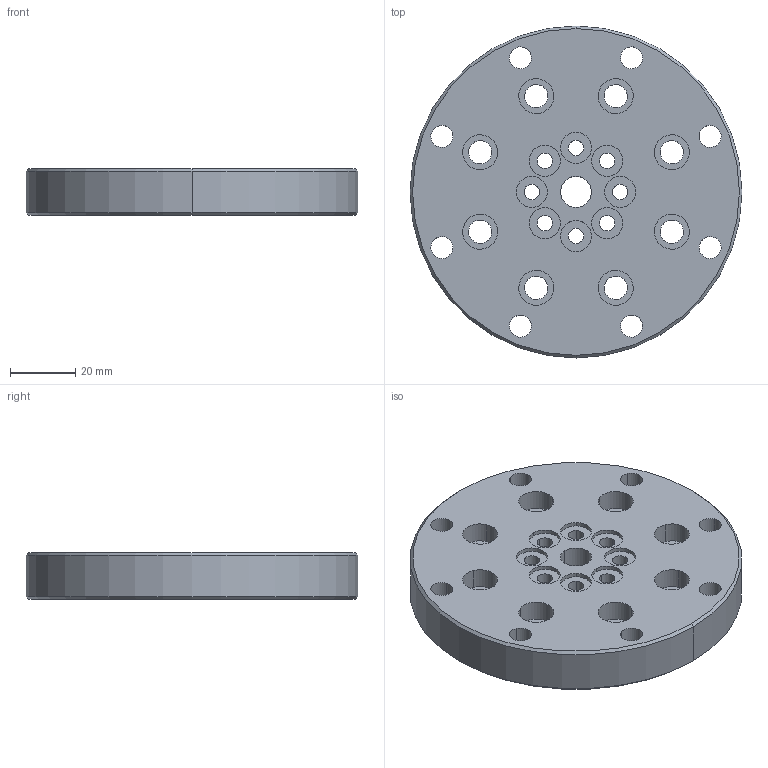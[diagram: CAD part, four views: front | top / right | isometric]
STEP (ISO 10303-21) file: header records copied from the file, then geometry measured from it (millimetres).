
FILE_DESCRIPTION((''),'2;1');
FILE_NAME('ILC93282000','2005-07-22T',('KR'),(''),'PRO/ENGINEER BY PARAMETRIC TECHNOLOGY CORPORATION, 2004290','PRO/ENGINEER BY PARAMETRIC TECHNOLOGY CORPORATION, 2004290','');
FILE_SCHEMA(('AUTOMOTIVE_DESIGN_CC2 { 1 2 10303 214 -1 1 5 2 }'));
Length unit declared in the file: inch
Products named in the file (1): ILC93282000
Bounding box: 101.6 x 101.6 x 14.27 mm (x, y, z)
Volume: 94690.3 mm3; surface area: 26526.3 mm2
Topology: 1 solids, 1 shells, 109 faces, 282 edges, 192 vertices
Faces by surface type: cylinder 86, plane 19, cone 4
Entity records: 3686 total; most frequent: DIRECTION 692, CARTESIAN_POINT 583, ORIENTED_EDGE 564, AXIS2_PLACEMENT_3D 301, EDGE_CURVE 282, VERTEX_POINT 192, CIRCLE 192, EDGE_LOOP 176
